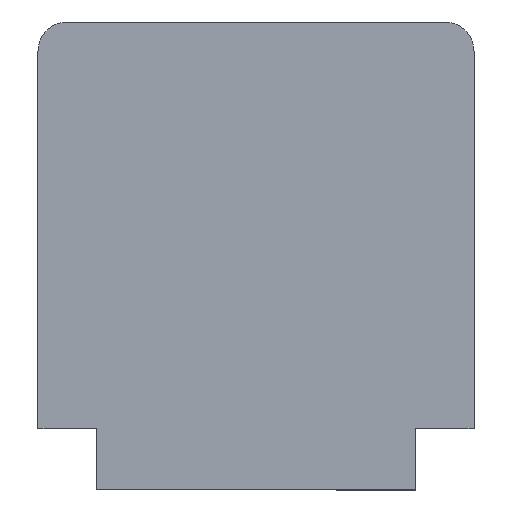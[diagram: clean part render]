
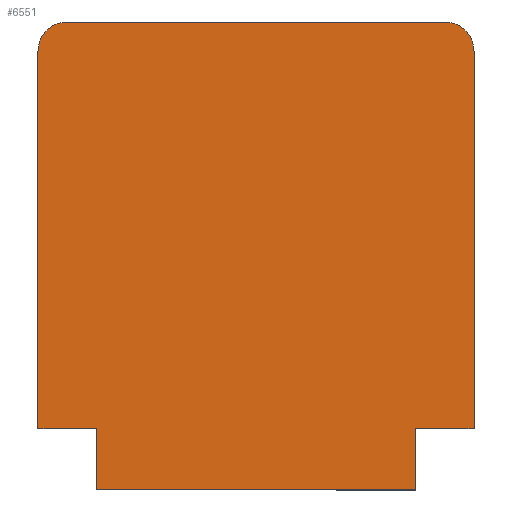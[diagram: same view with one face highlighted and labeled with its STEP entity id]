
A CAD part, left-side view. The second image highlights one B-rep face of the part: STEP entity #6551.
In plain terms, the highlighted planar face has unit normal (-1, 0, 0).
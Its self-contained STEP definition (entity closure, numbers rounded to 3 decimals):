
#3910=AXIS2_PLACEMENT_3D('Circle Axis2P3D',#3908,#3909,$) ;
#4140=AXIS2_PLACEMENT_3D('Circle Axis2P3D',#4138,#4139,$) ;
#6532=AXIS2_PLACEMENT_3D('Plane Axis2P3D',#6529,#6530,#6531) ;
#50=CARTESIAN_POINT('Vertex',(0.,13.,0.)) ;
#53=CARTESIAN_POINT('Line Origine',(0.,13.,1.05)) ;
#57=CARTESIAN_POINT('Vertex',(0.,13.,2.1)) ;
#293=CARTESIAN_POINT('Vertex',(0.,0.,2.1)) ;
#296=CARTESIAN_POINT('Line Origine',(0.,1.,2.1)) ;
#300=CARTESIAN_POINT('Vertex',(0.,2.,2.1)) ;
#1685=CARTESIAN_POINT('Vertex',(0.,0.,15.1)) ;
#1688=CARTESIAN_POINT('Line Origine',(0.,0.,8.6)) ;
#1938=CARTESIAN_POINT('Line Origine',(0.,14.,2.1)) ;
#1942=CARTESIAN_POINT('Vertex',(0.,15.,2.1)) ;
#3905=CARTESIAN_POINT('Vertex',(0.,1.,16.1)) ;
#3908=CARTESIAN_POINT('Axis2P3D Location',(0.,1.,15.1)) ;
#3933=CARTESIAN_POINT('Vertex',(0.,14.,16.1)) ;
#3936=CARTESIAN_POINT('Line Origine',(0.,7.5,16.1)) ;
#4078=CARTESIAN_POINT('Line Origine',(0.,15.,8.6)) ;
#4082=CARTESIAN_POINT('Vertex',(0.,15.,15.1)) ;
#4138=CARTESIAN_POINT('Axis2P3D Location',(0.,14.,15.1)) ;
#6313=CARTESIAN_POINT('Line Origine',(0.,2.,1.05)) ;
#6317=CARTESIAN_POINT('Vertex',(0.,2.,0.)) ;
#6529=CARTESIAN_POINT('Axis2P3D Location',(0.,7.5,0.)) ;
#6534=CARTESIAN_POINT('Line Origine',(0.,7.5,0.)) ;
#54=DIRECTION('Vector Direction',(0.,0.,1.)) ;
#297=DIRECTION('Vector Direction',(0.,1.,0.)) ;
#1689=DIRECTION('Vector Direction',(0.,0.,-1.)) ;
#1939=DIRECTION('Vector Direction',(0.,1.,0.)) ;
#3909=DIRECTION('Axis2P3D Direction',(1.,0.,0.)) ;
#3937=DIRECTION('Vector Direction',(0.,-1.,0.)) ;
#4079=DIRECTION('Vector Direction',(0.,0.,1.)) ;
#4139=DIRECTION('Axis2P3D Direction',(1.,0.,0.)) ;
#6314=DIRECTION('Vector Direction',(0.,0.,-1.)) ;
#6530=DIRECTION('Axis2P3D Direction',(1.,0.,0.)) ;
#6531=DIRECTION('Axis2P3D XDirection',(0.,1.,0.)) ;
#6535=DIRECTION('Vector Direction',(0.,1.,0.)) ;
#55=VECTOR('Line Direction',#54,1.) ;
#298=VECTOR('Line Direction',#297,1.) ;
#1690=VECTOR('Line Direction',#1689,1.) ;
#1940=VECTOR('Line Direction',#1939,1.) ;
#3938=VECTOR('Line Direction',#3937,1.) ;
#4080=VECTOR('Line Direction',#4079,1.) ;
#6315=VECTOR('Line Direction',#6314,1.) ;
#6536=VECTOR('Line Direction',#6535,1.) ;
#6540=ORIENTED_EDGE('',*,*,#302,.F.) ;
#6541=ORIENTED_EDGE('',*,*,#1692,.F.) ;
#6542=ORIENTED_EDGE('',*,*,#3912,.F.) ;
#6543=ORIENTED_EDGE('',*,*,#3940,.F.) ;
#6544=ORIENTED_EDGE('',*,*,#4142,.F.) ;
#6545=ORIENTED_EDGE('',*,*,#4084,.F.) ;
#6546=ORIENTED_EDGE('',*,*,#1944,.F.) ;
#6547=ORIENTED_EDGE('',*,*,#59,.F.) ;
#6548=ORIENTED_EDGE('',*,*,#6538,.F.) ;
#6549=ORIENTED_EDGE('',*,*,#6319,.F.) ;
#6551=ADVANCED_FACE('Koerper.2',(#6550),#6533,.F.) ;
#3911=CIRCLE('generated circle',#3910,1.) ;
#4141=CIRCLE('generated circle',#4140,1.) ;
#59=EDGE_CURVE('',#51,#58,#56,.T.) ;
#302=EDGE_CURVE('',#294,#301,#299,.T.) ;
#1692=EDGE_CURVE('',#1686,#294,#1691,.T.) ;
#1944=EDGE_CURVE('',#58,#1943,#1941,.T.) ;
#3912=EDGE_CURVE('',#3906,#1686,#3911,.T.) ;
#3940=EDGE_CURVE('',#3934,#3906,#3939,.T.) ;
#4084=EDGE_CURVE('',#1943,#4083,#4081,.T.) ;
#4142=EDGE_CURVE('',#4083,#3934,#4141,.T.) ;
#6319=EDGE_CURVE('',#301,#6318,#6316,.T.) ;
#6538=EDGE_CURVE('',#6318,#51,#6537,.T.) ;
#6539=EDGE_LOOP('',(#6540,#6541,#6542,#6543,#6544,#6545,#6546,#6547,#6548,#6549)) ;
#6550=FACE_OUTER_BOUND('',#6539,.T.) ;
#56=LINE('Line',#53,#55) ;
#299=LINE('Line',#296,#298) ;
#1691=LINE('Line',#1688,#1690) ;
#1941=LINE('Line',#1938,#1940) ;
#3939=LINE('Line',#3936,#3938) ;
#4081=LINE('Line',#4078,#4080) ;
#6316=LINE('Line',#6313,#6315) ;
#6537=LINE('Line',#6534,#6536) ;
#6533=PLANE('',#6532) ;
#51=VERTEX_POINT('',#50) ;
#58=VERTEX_POINT('',#57) ;
#294=VERTEX_POINT('',#293) ;
#301=VERTEX_POINT('',#300) ;
#1686=VERTEX_POINT('',#1685) ;
#1943=VERTEX_POINT('',#1942) ;
#3906=VERTEX_POINT('',#3905) ;
#3934=VERTEX_POINT('',#3933) ;
#4083=VERTEX_POINT('',#4082) ;
#6318=VERTEX_POINT('',#6317) ;
